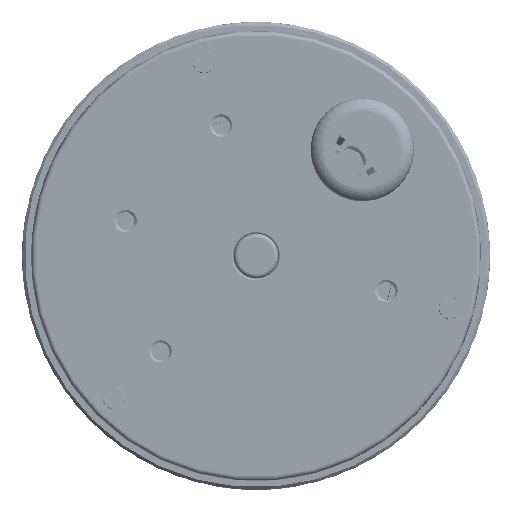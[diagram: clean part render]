
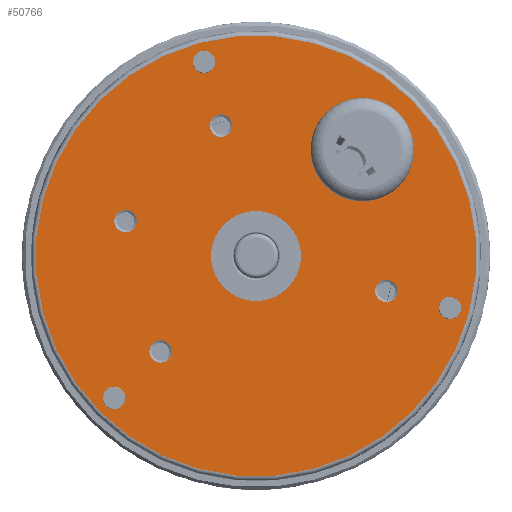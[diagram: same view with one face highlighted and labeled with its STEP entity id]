
A CAD part, left-side view. The second image highlights one B-rep face of the part: STEP entity #50766.
In plain terms, the highlighted face is planar.
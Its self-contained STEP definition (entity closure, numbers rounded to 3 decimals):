
#37626=CARTESIAN_POINT('',(0.,0.,3.));
#37627=DIRECTION('',(0.,0.,1.));
#37628=DIRECTION('',(1.,0.,0.));
#37629=AXIS2_PLACEMENT_3D('',#37626,#37627,#37628);
#37631=CARTESIAN_POINT('',(0.,0.,3.));
#37632=DIRECTION('',(0.,0.,1.));
#37633=DIRECTION('',(-1.,0.,0.));
#37634=AXIS2_PLACEMENT_3D('',#37631,#37632,#37633);
#37636=CARTESIAN_POINT('',(-12.99,-7.5,3.));
#37637=DIRECTION('',(0.,0.,-1.));
#37638=DIRECTION('',(1.,0.,0.));
#37639=AXIS2_PLACEMENT_3D('',#37636,#37637,#37638);
#37641=CARTESIAN_POINT('',(-12.99,-7.5,3.));
#37642=DIRECTION('',(0.,0.,-1.));
#37643=DIRECTION('',(-1.,0.,0.));
#37644=AXIS2_PLACEMENT_3D('',#37641,#37642,#37643);
#37646=CARTESIAN_POINT('',(19.334,11.163,3.));
#37647=DIRECTION('',(0.,0.,-1.));
#37648=DIRECTION('',(-1.,0.,0.));
#37649=AXIS2_PLACEMENT_3D('',#37646,#37647,#37648);
#37651=CARTESIAN_POINT('',(19.334,11.163,3.));
#37652=DIRECTION('',(0.,0.,-1.));
#37653=DIRECTION('',(1.,0.,0.));
#37654=AXIS2_PLACEMENT_3D('',#37651,#37652,#37653);
#37656=CARTESIAN_POINT('',(-12.99,7.5,3.));
#37657=DIRECTION('',(0.,0.,-1.));
#37658=DIRECTION('',(-1.,0.,0.));
#37659=AXIS2_PLACEMENT_3D('',#37656,#37657,#37658);
#37661=CARTESIAN_POINT('',(-12.99,7.5,3.));
#37662=DIRECTION('',(0.,0.,-1.));
#37663=DIRECTION('',(1.,0.,0.));
#37664=AXIS2_PLACEMENT_3D('',#37661,#37662,#37663);
#37666=CARTESIAN_POINT('',(-12.99,7.5,3.));
#37667=DIRECTION('',(0.,0.,-1.));
#37668=DIRECTION('',(0.5,0.866,0.));
#37669=AXIS2_PLACEMENT_3D('',#37666,#37667,#37668);
#37671=CARTESIAN_POINT('',(12.99,7.5,3.));
#37672=DIRECTION('',(0.,0.,-1.));
#37673=DIRECTION('',(1.,0.,0.));
#37674=AXIS2_PLACEMENT_3D('',#37671,#37672,#37673);
#37676=CARTESIAN_POINT('',(12.99,7.5,3.));
#37677=DIRECTION('',(0.,0.,-1.));
#37678=DIRECTION('',(-1.,0.,0.));
#37679=AXIS2_PLACEMENT_3D('',#37676,#37677,#37678);
#37681=CARTESIAN_POINT('',(12.99,7.5,3.));
#37682=DIRECTION('',(0.,0.,-1.));
#37683=DIRECTION('',(0.5,-0.866,0.));
#37684=AXIS2_PLACEMENT_3D('',#37681,#37682,#37683);
#37686=CARTESIAN_POINT('',(0.,-22.325,3.));
#37687=DIRECTION('',(0.,0.,-1.));
#37688=DIRECTION('',(-1.,0.,0.));
#37689=AXIS2_PLACEMENT_3D('',#37686,#37687,#37688);
#37691=CARTESIAN_POINT('',(0.,-22.325,3.));
#37692=DIRECTION('',(0.,0.,-1.));
#37693=DIRECTION('',(1.,0.,0.));
#37694=AXIS2_PLACEMENT_3D('',#37691,#37692,#37693);
#37696=CARTESIAN_POINT('',(-19.334,11.163,3.));
#37697=DIRECTION('',(0.,0.,-1.));
#37698=DIRECTION('',(-1.,0.,0.));
#37699=AXIS2_PLACEMENT_3D('',#37696,#37697,#37698);
#37701=CARTESIAN_POINT('',(-19.334,11.163,3.));
#37702=DIRECTION('',(0.,0.,-1.));
#37703=DIRECTION('',(1.,0.,0.));
#37704=AXIS2_PLACEMENT_3D('',#37701,#37702,#37703);
#37706=CARTESIAN_POINT('',(0.,-15.,3.));
#37707=DIRECTION('',(0.,0.,-1.));
#37708=DIRECTION('',(1.,0.,0.));
#37709=AXIS2_PLACEMENT_3D('',#37706,#37707,#37708);
#37711=CARTESIAN_POINT('',(0.,-15.,3.));
#37712=DIRECTION('',(0.,0.,-1.));
#37713=DIRECTION('',(-1.,0.,0.));
#37714=AXIS2_PLACEMENT_3D('',#37711,#37712,#37713);
#37716=CARTESIAN_POINT('',(0.,16.7,3.));
#37717=DIRECTION('',(0.,0.,-1.));
#37718=DIRECTION('',(1.,0.,0.));
#37719=AXIS2_PLACEMENT_3D('',#37716,#37717,#37718);
#37721=CARTESIAN_POINT('',(0.,16.7,3.));
#37722=DIRECTION('',(0.,0.,-1.));
#37723=DIRECTION('',(-1.,0.,0.));
#37724=AXIS2_PLACEMENT_3D('',#37721,#37722,#37723);
#37726=CARTESIAN_POINT('',(0.,0.,3.));
#37727=DIRECTION('',(0.,0.,-1.));
#37728=DIRECTION('',(-1.,0.,0.));
#37729=AXIS2_PLACEMENT_3D('',#37726,#37727,#37728);
#37731=CARTESIAN_POINT('',(0.,0.,3.));
#37732=DIRECTION('',(0.,0.,-1.));
#37733=DIRECTION('',(1.,0.,0.));
#37734=AXIS2_PLACEMENT_3D('',#37731,#37732,#37733);
#46598=CARTESIAN_POINT('',(-20.584,11.163,3.));
#46600=VERTEX_POINT('',#46598);
#46602=CARTESIAN_POINT('',(-18.084,11.163,3.));
#46603=VERTEX_POINT('',#46602);
#46609=CARTESIAN_POINT('',(-14.24,-7.5,3.));
#46611=VERTEX_POINT('',#46609);
#46634=CARTESIAN_POINT('',(-11.74,-7.5,3.));
#46635=VERTEX_POINT('',#46634);
#46764=CARTESIAN_POINT('',(-24.5,0.,3.));
#46766=VERTEX_POINT('',#46764);
#46776=CARTESIAN_POINT('',(1.25,-22.325,3.));
#46777=CARTESIAN_POINT('',(-1.25,-22.325,3.));
#46778=VERTEX_POINT('',#46776);
#46779=VERTEX_POINT('',#46777);
#46824=CARTESIAN_POINT('',(18.084,11.163,3.));
#46826=VERTEX_POINT('',#46824);
#46828=CARTESIAN_POINT('',(20.584,11.163,3.));
#46830=VERTEX_POINT('',#46828);
#46880=CARTESIAN_POINT('',(5.,0.,3.));
#46881=CARTESIAN_POINT('',(-5.,0.,3.));
#46882=VERTEX_POINT('',#46880);
#46883=VERTEX_POINT('',#46881);
#46900=CARTESIAN_POINT('',(-14.24,7.5,3.));
#46902=VERTEX_POINT('',#46900);
#46951=CARTESIAN_POINT('',(-3.5,16.7,3.));
#46953=VERTEX_POINT('',#46951);
#46982=CARTESIAN_POINT('',(-11.74,7.5,3.));
#46983=VERTEX_POINT('',#46982);
#46989=CARTESIAN_POINT('',(-12.365,8.583,3.));
#46990=VERTEX_POINT('',#46989);
#46995=CARTESIAN_POINT('',(3.5,16.7,3.));
#46996=VERTEX_POINT('',#46995);
#47032=CARTESIAN_POINT('',(13.615,6.417,3.));
#47033=VERTEX_POINT('',#47032);
#47038=CARTESIAN_POINT('',(1.25,-15.,3.));
#47039=CARTESIAN_POINT('',(-1.25,-15.,3.));
#47040=VERTEX_POINT('',#47038);
#47041=VERTEX_POINT('',#47039);
#47095=CARTESIAN_POINT('',(14.24,7.5,3.));
#47096=VERTEX_POINT('',#47095);
#47108=CARTESIAN_POINT('',(11.74,7.5,3.));
#47109=VERTEX_POINT('',#47108);
#47110=CARTESIAN_POINT('',(24.5,0.,3.));
#47111=VERTEX_POINT('',#47110);
#50699=CARTESIAN_POINT('',(0.,0.,3.));
#50700=DIRECTION('',(0.,0.,1.));
#50701=DIRECTION('',(1.,0.,0.));
#50702=AXIS2_PLACEMENT_3D('',#50699,#50700,#50701);
#50703=PLANE('',#50702);
#50705=ORIENTED_EDGE('',*,*,#50704,.F.);
#50707=ORIENTED_EDGE('',*,*,#50706,.F.);
#50708=EDGE_LOOP('',(#50705,#50707));
#50709=FACE_OUTER_BOUND('',#50708,.F.);
#50711=ORIENTED_EDGE('',*,*,#50710,.F.);
#50713=ORIENTED_EDGE('',*,*,#50712,.F.);
#50714=EDGE_LOOP('',(#50711,#50713));
#50715=FACE_BOUND('',#50714,.F.);
#50717=ORIENTED_EDGE('',*,*,#50716,.F.);
#50719=ORIENTED_EDGE('',*,*,#50718,.F.);
#50720=EDGE_LOOP('',(#50717,#50719));
#50721=FACE_BOUND('',#50720,.F.);
#50723=ORIENTED_EDGE('',*,*,#50722,.F.);
#50725=ORIENTED_EDGE('',*,*,#50724,.F.);
#50727=ORIENTED_EDGE('',*,*,#50726,.F.);
#50728=EDGE_LOOP('',(#50723,#50725,#50727));
#50729=FACE_BOUND('',#50728,.F.);
#50731=ORIENTED_EDGE('',*,*,#50730,.F.);
#50733=ORIENTED_EDGE('',*,*,#50732,.F.);
#50735=ORIENTED_EDGE('',*,*,#50734,.F.);
#50736=EDGE_LOOP('',(#50731,#50733,#50735));
#50737=FACE_BOUND('',#50736,.F.);
#50739=ORIENTED_EDGE('',*,*,#50738,.F.);
#50741=ORIENTED_EDGE('',*,*,#50740,.F.);
#50742=EDGE_LOOP('',(#50739,#50741));
#50743=FACE_BOUND('',#50742,.F.);
#50744=ORIENTED_EDGE('',*,*,#50692,.F.);
#50745=ORIENTED_EDGE('',*,*,#50674,.F.);
#50746=EDGE_LOOP('',(#50744,#50745));
#50747=FACE_BOUND('',#50746,.F.);
#50749=ORIENTED_EDGE('',*,*,#50748,.F.);
#50751=ORIENTED_EDGE('',*,*,#50750,.F.);
#50752=EDGE_LOOP('',(#50749,#50751));
#50753=FACE_BOUND('',#50752,.F.);
#50755=ORIENTED_EDGE('',*,*,#50754,.F.);
#50757=ORIENTED_EDGE('',*,*,#50756,.F.);
#50758=EDGE_LOOP('',(#50755,#50757));
#50759=FACE_BOUND('',#50758,.F.);
#50761=ORIENTED_EDGE('',*,*,#50760,.F.);
#50763=ORIENTED_EDGE('',*,*,#50762,.F.);
#50764=EDGE_LOOP('',(#50761,#50763));
#50765=FACE_BOUND('',#50764,.F.);
#37630=CIRCLE('',#37629,24.5);
#37635=CIRCLE('',#37634,24.5);
#37640=CIRCLE('',#37639,1.25);
#37645=CIRCLE('',#37644,1.25);
#37650=CIRCLE('',#37649,1.25);
#37655=CIRCLE('',#37654,1.25);
#37660=CIRCLE('',#37659,1.25);
#37665=CIRCLE('',#37664,1.25);
#37670=CIRCLE('',#37669,1.25);
#37675=CIRCLE('',#37674,1.25);
#37680=CIRCLE('',#37679,1.25);
#37685=CIRCLE('',#37684,1.25);
#37690=CIRCLE('',#37689,1.25);
#37695=CIRCLE('',#37694,1.25);
#37700=CIRCLE('',#37699,1.25);
#37705=CIRCLE('',#37704,1.25);
#37710=CIRCLE('',#37709,1.25);
#37715=CIRCLE('',#37714,1.25);
#37720=CIRCLE('',#37719,3.5);
#37725=CIRCLE('',#37724,3.5);
#37730=CIRCLE('',#37729,5.);
#37735=CIRCLE('',#37734,5.);
#50674=EDGE_CURVE('',#46603,#46600,#37705,.T.);
#50692=EDGE_CURVE('',#46600,#46603,#37700,.T.);
#50704=EDGE_CURVE('',#47111,#46766,#37630,.T.);
#50706=EDGE_CURVE('',#46766,#47111,#37635,.T.);
#50710=EDGE_CURVE('',#46635,#46611,#37640,.T.);
#50712=EDGE_CURVE('',#46611,#46635,#37645,.T.);
#50716=EDGE_CURVE('',#46826,#46830,#37650,.T.);
#50718=EDGE_CURVE('',#46830,#46826,#37655,.T.);
#50722=EDGE_CURVE('',#46902,#46990,#37660,.T.);
#50724=EDGE_CURVE('',#46983,#46902,#37665,.T.);
#50726=EDGE_CURVE('',#46990,#46983,#37670,.T.);
#50730=EDGE_CURVE('',#47096,#47033,#37675,.T.);
#50732=EDGE_CURVE('',#47109,#47096,#37680,.T.);
#50734=EDGE_CURVE('',#47033,#47109,#37685,.T.);
#50738=EDGE_CURVE('',#46779,#46778,#37690,.T.);
#50740=EDGE_CURVE('',#46778,#46779,#37695,.T.);
#50748=EDGE_CURVE('',#47040,#47041,#37710,.T.);
#50750=EDGE_CURVE('',#47041,#47040,#37715,.T.);
#50754=EDGE_CURVE('',#46996,#46953,#37720,.T.);
#50756=EDGE_CURVE('',#46953,#46996,#37725,.T.);
#50760=EDGE_CURVE('',#46883,#46882,#37730,.T.);
#50762=EDGE_CURVE('',#46882,#46883,#37735,.T.);
#50766=ADVANCED_FACE('',(#50709,#50715,#50721,#50729,#50737,#50743,#50747,
#50753,#50759,#50765),#50703,.T.);
